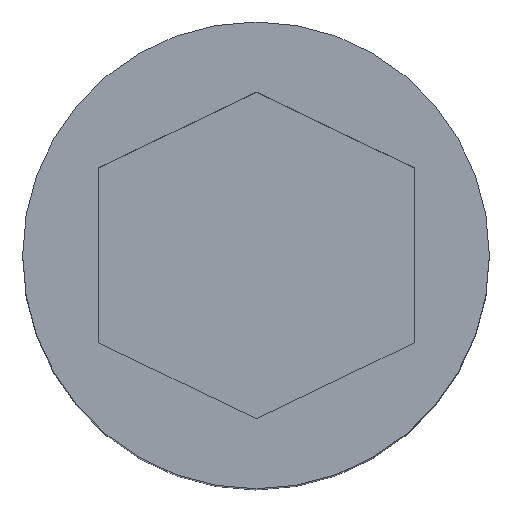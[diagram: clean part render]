
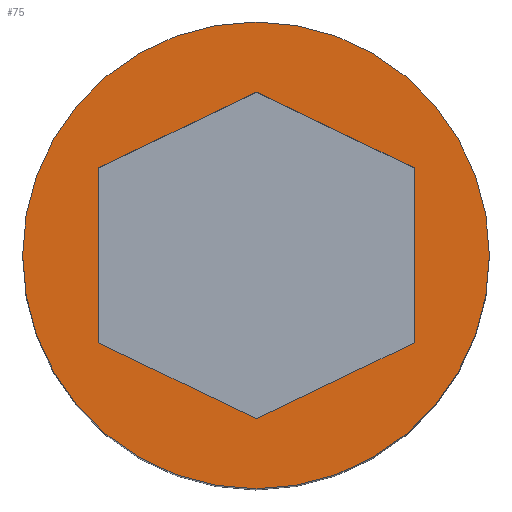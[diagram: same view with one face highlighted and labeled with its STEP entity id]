
A CAD part, top view. The second image highlights one B-rep face of the part: STEP entity #75.
In plain terms, the highlighted planar face has unit normal (0, 0, 1).
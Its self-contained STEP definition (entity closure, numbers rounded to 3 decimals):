
#75 = ADVANCED_FACE( '', ( #88, #89 ), #90, .T. );
#88 = FACE_OUTER_BOUND( '', #116, .T. );
#89 = FACE_BOUND( '', #117, .T. );
#90 = PLANE( '', #118 );
#116 = EDGE_LOOP( '', ( #144 ) );
#117 = EDGE_LOOP( '', ( #145, #146, #147, #148, #149, #150 ) );
#118 = AXIS2_PLACEMENT_3D( '', #151, #152, #153 );
#144 = ORIENTED_EDGE( '', *, *, #224, .T. );
#145 = ORIENTED_EDGE( '', *, *, #225, .T. );
#146 = ORIENTED_EDGE( '', *, *, #226, .T. );
#147 = ORIENTED_EDGE( '', *, *, #227, .T. );
#148 = ORIENTED_EDGE( '', *, *, #228, .T. );
#149 = ORIENTED_EDGE( '', *, *, #229, .T. );
#150 = ORIENTED_EDGE( '', *, *, #230, .T. );
#151 = CARTESIAN_POINT( '', ( 0., 0., 30. ) );
#152 = DIRECTION( '', ( 0., 0., 1. ) );
#153 = DIRECTION( '', ( 1., 0., 0. ) );
#224 = EDGE_CURVE( '', #246, #246, #247, .T. );
#225 = EDGE_CURVE( '', #248, #249, #250, .T. );
#226 = EDGE_CURVE( '', #249, #251, #252, .T. );
#227 = EDGE_CURVE( '', #251, #253, #254, .T. );
#228 = EDGE_CURVE( '', #253, #255, #256, .T. );
#229 = EDGE_CURVE( '', #255, #257, #258, .T. );
#230 = EDGE_CURVE( '', #257, #248, #259, .T. );
#246 = VERTEX_POINT( '', #284 );
#247 = CIRCLE( '', #285, 4. );
#248 = VERTEX_POINT( '', #286 );
#249 = VERTEX_POINT( '', #287 );
#250 = LINE( '', #288, #289 );
#251 = VERTEX_POINT( '', #290 );
#252 = LINE( '', #291, #292 );
#253 = VERTEX_POINT( '', #293 );
#254 = LINE( '', #294, #295 );
#255 = VERTEX_POINT( '', #296 );
#256 = LINE( '', #297, #298 );
#257 = VERTEX_POINT( '', #299 );
#258 = LINE( '', #300, #301 );
#259 = LINE( '', #302, #303 );
#284 = CARTESIAN_POINT( '', ( 4., 0., 30. ) );
#285 = AXIS2_PLACEMENT_3D( '', #340, #341, #342 );
#286 = CARTESIAN_POINT( '', ( 2.711, 1.5, 30. ) );
#287 = CARTESIAN_POINT( '', ( 2.711, -1.5, 30. ) );
#288 = CARTESIAN_POINT( '', ( 2.711, 1.5, 30. ) );
#289 = VECTOR( '', #343, 1000. );
#290 = CARTESIAN_POINT( '', ( 0.007, -2.8, 30. ) );
#291 = CARTESIAN_POINT( '', ( 2.711, -1.5, 30. ) );
#292 = VECTOR( '', #344, 1000. );
#293 = CARTESIAN_POINT( '', ( -2.697, -1.5, 30. ) );
#294 = CARTESIAN_POINT( '', ( 0.007, -2.8, 30. ) );
#295 = VECTOR( '', #345, 1000. );
#296 = CARTESIAN_POINT( '', ( -2.697, 1.5, 30. ) );
#297 = CARTESIAN_POINT( '', ( -2.697, -1.5, 30. ) );
#298 = VECTOR( '', #346, 1000. );
#299 = CARTESIAN_POINT( '', ( 0.007, 2.8, 30. ) );
#300 = CARTESIAN_POINT( '', ( -2.697, 1.5, 30. ) );
#301 = VECTOR( '', #347, 1000. );
#302 = CARTESIAN_POINT( '', ( 0.007, 2.8, 30. ) );
#303 = VECTOR( '', #348, 1000. );
#340 = CARTESIAN_POINT( '', ( 0., 0., 30. ) );
#341 = DIRECTION( '', ( 0., 0., 1. ) );
#342 = DIRECTION( '', ( 1., 0., 0. ) );
#343 = DIRECTION( '', ( 0., -1., 0. ) );
#344 = DIRECTION( '', ( -0.901, -0.433, 0. ) );
#345 = DIRECTION( '', ( -0.901, 0.433, 0. ) );
#346 = DIRECTION( '', ( 0., 1., 0. ) );
#347 = DIRECTION( '', ( 0.901, 0.433, 0. ) );
#348 = DIRECTION( '', ( 0.901, -0.433, 0. ) );
